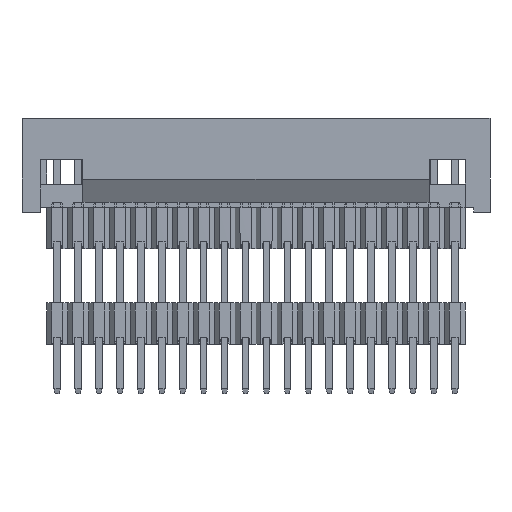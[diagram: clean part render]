
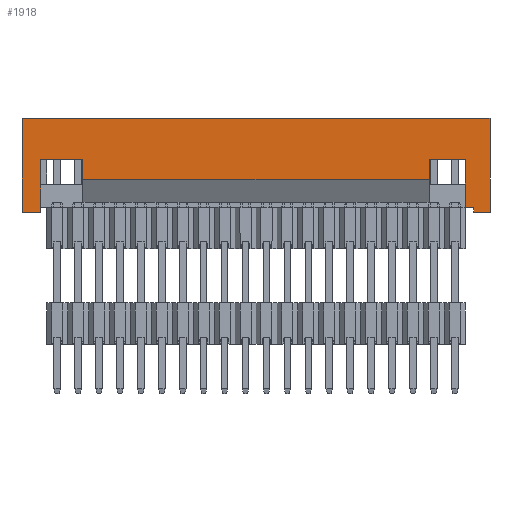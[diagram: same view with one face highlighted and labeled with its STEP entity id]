
A CAD part, front view. The second image highlights one B-rep face of the part: STEP entity #1918.
In plain terms, the highlighted planar face has unit normal (0, -1, 0).
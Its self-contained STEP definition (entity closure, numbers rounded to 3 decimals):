
#105=CARTESIAN_POINT('',(14.2,-2.825,4.));
#106=VERTEX_POINT('',#105);
#107=CARTESIAN_POINT('',(14.2,-2.825,-1.7));
#108=VERTEX_POINT('',#107);
#109=CARTESIAN_POINT('',(14.2,-2.825,4.));
#110=DIRECTION('',(0.,0.,-1.));
#111=VECTOR('',#110,5.7);
#112=LINE('',#109,#111);
#113=EDGE_CURVE('',#106,#108,#112,.T.);
#194=CARTESIAN_POINT('',(-14.2,-2.825,-1.7));
#195=VERTEX_POINT('',#194);
#202=CARTESIAN_POINT('',(-14.2,-2.825,4.));
#203=VERTEX_POINT('',#202);
#204=CARTESIAN_POINT('',(-14.2,-2.825,-1.7));
#205=DIRECTION('',(0.,0.,1.));
#206=VECTOR('',#205,5.7);
#207=LINE('',#204,#206);
#208=EDGE_CURVE('',#195,#203,#207,.T.);
#665=CARTESIAN_POINT('',(-14.2,-2.825,4.));
#666=DIRECTION('',(1.,0.,0.));
#667=VECTOR('',#666,28.4);
#668=LINE('',#665,#667);
#669=EDGE_CURVE('',#203,#106,#668,.T.);
#850=CARTESIAN_POINT('',(12.7,-2.825,1.5));
#851=VERTEX_POINT('',#850);
#852=CARTESIAN_POINT('',(10.5,-2.825,1.5));
#853=VERTEX_POINT('',#852);
#854=CARTESIAN_POINT('',(12.7,-2.825,1.5));
#855=DIRECTION('',(-1.,0.,0.));
#856=VECTOR('',#855,2.2);
#857=LINE('',#854,#856);
#858=EDGE_CURVE('',#851,#853,#857,.T.);
#881=CARTESIAN_POINT('',(-10.5,-2.825,1.5));
#882=VERTEX_POINT('',#881);
#883=CARTESIAN_POINT('',(-13.05,-2.825,1.5));
#884=VERTEX_POINT('',#883);
#885=CARTESIAN_POINT('',(-10.5,-2.825,1.5));
#886=DIRECTION('',(-1.,0.,0.));
#887=VECTOR('',#886,2.55);
#888=LINE('',#885,#887);
#889=EDGE_CURVE('',#882,#884,#888,.T.);
#1104=CARTESIAN_POINT('',(10.5,-2.825,0.3));
#1105=VERTEX_POINT('',#1104);
#1112=CARTESIAN_POINT('',(-10.5,-2.825,0.3));
#1113=VERTEX_POINT('',#1112);
#1114=CARTESIAN_POINT('',(10.5,-2.825,0.3));
#1115=DIRECTION('',(-1.,0.,0.));
#1116=VECTOR('',#1115,21.);
#1117=LINE('',#1114,#1116);
#1118=EDGE_CURVE('',#1105,#1113,#1117,.T.);
#1742=CARTESIAN_POINT('',(-13.05,-2.825,-1.7));
#1743=VERTEX_POINT('',#1742);
#1744=CARTESIAN_POINT('',(-13.05,-2.825,1.5));
#1745=DIRECTION('',(0.,0.,-1.));
#1746=VECTOR('',#1745,3.2);
#1747=LINE('',#1744,#1746);
#1748=EDGE_CURVE('',#884,#1743,#1747,.T.);
#1781=CARTESIAN_POINT('',(12.7,-2.825,-1.4));
#1782=VERTEX_POINT('',#1781);
#1789=CARTESIAN_POINT('',(12.7,-2.825,-1.4));
#1790=DIRECTION('',(0.,0.,1.));
#1791=VECTOR('',#1790,2.9);
#1792=LINE('',#1789,#1791);
#1793=EDGE_CURVE('',#1782,#851,#1792,.T.);
#1863=CARTESIAN_POINT('',(0.,-2.825,1.15));
#1864=DIRECTION('',(1.,0.,0.));
#1865=DIRECTION('',(0.,-1.,0.));
#1866=AXIS2_PLACEMENT_3D('',#1863,#1865,#1864);
#1867=PLANE('',#1866);
#1868=ORIENTED_EDGE('',*,*,#208,.F.);
#1869=CARTESIAN_POINT('',(-14.2,-2.825,-1.7));
#1870=DIRECTION('',(1.,0.,0.));
#1871=VECTOR('',#1870,1.15);
#1872=LINE('',#1869,#1871);
#1873=EDGE_CURVE('',#195,#1743,#1872,.T.);
#1874=ORIENTED_EDGE('',*,*,#1873,.T.);
#1875=ORIENTED_EDGE('',*,*,#1748,.F.);
#1876=ORIENTED_EDGE('',*,*,#889,.F.);
#1877=CARTESIAN_POINT('',(-10.5,-2.825,1.5));
#1878=DIRECTION('',(0.,0.,-1.));
#1879=VECTOR('',#1878,1.2);
#1880=LINE('',#1877,#1879);
#1881=EDGE_CURVE('',#882,#1113,#1880,.T.);
#1882=ORIENTED_EDGE('',*,*,#1881,.T.);
#1883=ORIENTED_EDGE('',*,*,#1118,.F.);
#1884=CARTESIAN_POINT('',(10.5,-2.825,0.3));
#1885=DIRECTION('',(0.,0.,1.));
#1886=VECTOR('',#1885,1.2);
#1887=LINE('',#1884,#1886);
#1888=EDGE_CURVE('',#1105,#853,#1887,.T.);
#1889=ORIENTED_EDGE('',*,*,#1888,.T.);
#1890=ORIENTED_EDGE('',*,*,#858,.F.);
#1891=ORIENTED_EDGE('',*,*,#1793,.F.);
#1892=CARTESIAN_POINT('',(13.2,-2.825,-1.4));
#1893=VERTEX_POINT('',#1892);
#1894=CARTESIAN_POINT('',(12.7,-2.825,-1.4));
#1895=DIRECTION('',(1.,0.,0.));
#1896=VECTOR('',#1895,0.5);
#1897=LINE('',#1894,#1896);
#1898=EDGE_CURVE('',#1782,#1893,#1897,.T.);
#1899=ORIENTED_EDGE('',*,*,#1898,.T.);
#1900=CARTESIAN_POINT('',(13.2,-2.825,-1.7));
#1901=VERTEX_POINT('',#1900);
#1902=CARTESIAN_POINT('',(13.2,-2.825,-1.4));
#1903=DIRECTION('',(0.,0.,-1.));
#1904=VECTOR('',#1903,0.3);
#1905=LINE('',#1902,#1904);
#1906=EDGE_CURVE('',#1893,#1901,#1905,.T.);
#1907=ORIENTED_EDGE('',*,*,#1906,.T.);
#1908=CARTESIAN_POINT('',(13.2,-2.825,-1.7));
#1909=DIRECTION('',(1.,0.,0.));
#1910=VECTOR('',#1909,1.);
#1911=LINE('',#1908,#1910);
#1912=EDGE_CURVE('',#1901,#108,#1911,.T.);
#1913=ORIENTED_EDGE('',*,*,#1912,.T.);
#1914=ORIENTED_EDGE('',*,*,#113,.F.);
#1915=ORIENTED_EDGE('',*,*,#669,.F.);
#1916=EDGE_LOOP('',(#1868,#1874,#1875,#1876,#1882,#1883,#1889,#1890,#1891,#1899,#1907,#1913,#1914,#1915));
#1917=FACE_OUTER_BOUND('',#1916,.T.);
#1918=ADVANCED_FACE('',(#1917),#1867,.T.);
